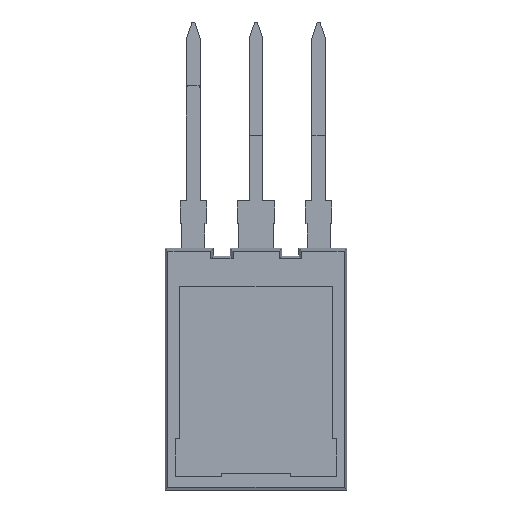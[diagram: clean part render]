
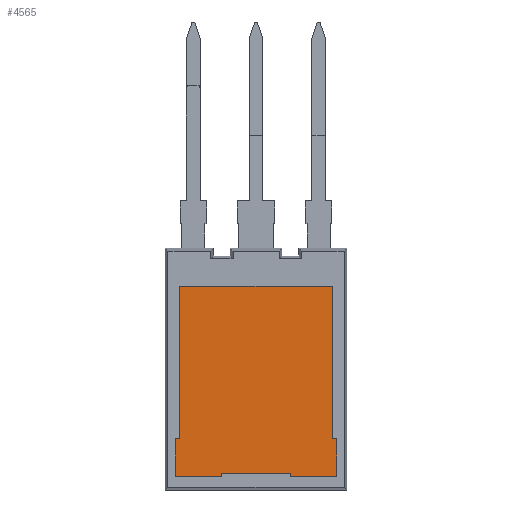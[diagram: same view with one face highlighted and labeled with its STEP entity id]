
A CAD part, front view. The second image highlights one B-rep face of the part: STEP entity #4565.
In plain terms, the highlighted planar face has unit normal (0, -1, 0).
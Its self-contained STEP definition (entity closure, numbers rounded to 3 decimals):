
#14 = VERTEX_POINT ( 'NONE', #2657 ) ;
#18 = VERTEX_POINT ( 'NONE', #3441 ) ;
#99 = EDGE_CURVE ( 'NONE', #1527, #4318, #4853, .T. ) ;
#151 = CARTESIAN_POINT ( 'NONE',  ( -3., -2.01, -9.03 ) ) ;
#155 = LINE ( 'NONE', #1604, #4034 ) ;
#213 = DIRECTION ( 'NONE',  ( 1., 0., 0. ) ) ;
#275 = DIRECTION ( 'NONE',  ( -1., 0., 0. ) ) ;
#291 = VECTOR ( 'NONE', #954, 1000. ) ;
#374 = FACE_OUTER_BOUND ( 'NONE', #2006, .T. ) ;
#508 = CARTESIAN_POINT ( 'NONE',  ( -6.63, -2.01, -6.03 ) ) ;
#573 = LINE ( 'NONE', #1044, #1743 ) ;
#603 = DIRECTION ( 'NONE',  ( 0., 0., 1. ) ) ;
#610 = CARTESIAN_POINT ( 'NONE',  ( -3., -2.01, -9.33 ) ) ;
#660 = DIRECTION ( 'NONE',  ( -1., 0., 0. ) ) ;
#704 = VERTEX_POINT ( 'NONE', #610 ) ;
#734 = PLANE ( 'NONE',  #4828 ) ;
#741 = ORIENTED_EDGE ( 'NONE', *, *, #4118, .T. ) ;
#922 = EDGE_CURVE ( 'NONE', #3014, #2255, #1392, .T. ) ;
#924 = ORIENTED_EDGE ( 'NONE', *, *, #4073, .T. ) ;
#937 = ORIENTED_EDGE ( 'NONE', *, *, #4224, .T. ) ;
#954 = DIRECTION ( 'NONE',  ( 0., 0., 1. ) ) ;
#975 = CARTESIAN_POINT ( 'NONE',  ( 7.01, -2.01, -9.33 ) ) ;
#995 = ORIENTED_EDGE ( 'NONE', *, *, #99, .T. ) ;
#1006 = LINE ( 'NONE', #3559, #4274 ) ;
#1044 = CARTESIAN_POINT ( 'NONE',  ( 6.63, -2.01, -6.03 ) ) ;
#1138 = CARTESIAN_POINT ( 'NONE',  ( -6.63, -2.01, -6.03 ) ) ;
#1341 = ORIENTED_EDGE ( 'NONE', *, *, #4165, .T. ) ;
#1348 = ORIENTED_EDGE ( 'NONE', *, *, #3850, .T. ) ;
#1360 = CARTESIAN_POINT ( 'NONE',  ( -7.01, -2.01, -6.03 ) ) ;
#1392 = LINE ( 'NONE', #3025, #4186 ) ;
#1406 = CARTESIAN_POINT ( 'NONE',  ( -3., -2.01, -9.33 ) ) ;
#1478 = ORIENTED_EDGE ( 'NONE', *, *, #3247, .T. ) ;
#1509 = CARTESIAN_POINT ( 'NONE',  ( 3., -2.01, -9.33 ) ) ;
#1527 = VERTEX_POINT ( 'NONE', #1911 ) ;
#1604 = CARTESIAN_POINT ( 'NONE',  ( -6.63, -2.01, 7.22 ) ) ;
#1670 = VERTEX_POINT ( 'NONE', #3110 ) ;
#1743 = VECTOR ( 'NONE', #2201, 1000. ) ;
#1760 = ORIENTED_EDGE ( 'NONE', *, *, #3787, .T. ) ;
#1874 = LINE ( 'NONE', #4001, #291 ) ;
#1898 = CARTESIAN_POINT ( 'NONE',  ( 3., -2.01, -9.03 ) ) ;
#1911 = CARTESIAN_POINT ( 'NONE',  ( 6.63, -2.01, 7.22 ) ) ;
#1961 = EDGE_CURVE ( 'NONE', #2590, #1670, #1874, .T. ) ;
#2006 = EDGE_LOOP ( 'NONE', ( #741, #1760, #2669, #937, #1348, #1478, #2667, #924, #3842, #3909, #1341, #995 ) ) ;
#2050 = CARTESIAN_POINT ( 'NONE',  ( -3., -2.01, -9.03 ) ) ;
#2147 = VECTOR ( 'NONE', #4247, 1000. ) ;
#2201 = DIRECTION ( 'NONE',  ( -1., 0., 0. ) ) ;
#2212 = VECTOR ( 'NONE', #275, 1000. ) ;
#2255 = VERTEX_POINT ( 'NONE', #1509 ) ;
#2333 = VECTOR ( 'NONE', #4288, 1000. ) ;
#2397 = EDGE_CURVE ( 'NONE', #3382, #14, #3012, .T. ) ;
#2512 = CARTESIAN_POINT ( 'NONE',  ( -6.63, -2.01, 7.22 ) ) ;
#2590 = VERTEX_POINT ( 'NONE', #975 ) ;
#2618 = VECTOR ( 'NONE', #660, 1000. ) ;
#2657 = CARTESIAN_POINT ( 'NONE',  ( -7.01, -2.01, -9.33 ) ) ;
#2667 = ORIENTED_EDGE ( 'NONE', *, *, #922, .T. ) ;
#2669 = ORIENTED_EDGE ( 'NONE', *, *, #2397, .T. ) ;
#2714 = EDGE_CURVE ( 'NONE', #1670, #18, #573, .T. ) ;
#2837 = DIRECTION ( 'NONE',  ( 1., 0., 0. ) ) ;
#2838 = CARTESIAN_POINT ( 'NONE',  ( -7.01, -2.01, -6.03 ) ) ;
#3012 = LINE ( 'NONE', #2838, #4005 ) ;
#3014 = VERTEX_POINT ( 'NONE', #1898 ) ;
#3025 = CARTESIAN_POINT ( 'NONE',  ( 3., -2.01, -9.03 ) ) ;
#3110 = CARTESIAN_POINT ( 'NONE',  ( 7.01, -2.01, -6.03 ) ) ;
#3136 = DIRECTION ( 'NONE',  ( 0., 0., -1. ) ) ;
#3222 = LINE ( 'NONE', #3311, #2212 ) ;
#3247 = EDGE_CURVE ( 'NONE', #4674, #3014, #3815, .T. ) ;
#3311 = CARTESIAN_POINT ( 'NONE',  ( -6.63, -2.01, -6.03 ) ) ;
#3334 = LINE ( 'NONE', #4647, #2333 ) ;
#3382 = VERTEX_POINT ( 'NONE', #1360 ) ;
#3396 = LINE ( 'NONE', #4272, #2147 ) ;
#3441 = CARTESIAN_POINT ( 'NONE',  ( 6.63, -2.01, -6.03 ) ) ;
#3541 = DIRECTION ( 'NONE',  ( 0., 0., -1. ) ) ;
#3559 = CARTESIAN_POINT ( 'NONE',  ( -7.01, -2.01, -9.33 ) ) ;
#3647 = CARTESIAN_POINT ( 'NONE',  ( -6.63, -2.01, 7.22 ) ) ;
#3718 = DIRECTION ( 'NONE',  ( 0., 1., 0. ) ) ;
#3787 = EDGE_CURVE ( 'NONE', #4155, #3382, #3222, .T. ) ;
#3815 = LINE ( 'NONE', #2050, #4646 ) ;
#3842 = ORIENTED_EDGE ( 'NONE', *, *, #1961, .T. ) ;
#3850 = EDGE_CURVE ( 'NONE', #704, #4674, #4689, .T. ) ;
#3909 = ORIENTED_EDGE ( 'NONE', *, *, #2714, .T. ) ;
#4001 = CARTESIAN_POINT ( 'NONE',  ( 7.01, -2.01, -6.03 ) ) ;
#4005 = VECTOR ( 'NONE', #3541, 1000. ) ;
#4034 = VECTOR ( 'NONE', #3136, 1000. ) ;
#4073 = EDGE_CURVE ( 'NONE', #2255, #2590, #3396, .T. ) ;
#4118 = EDGE_CURVE ( 'NONE', #4318, #4155, #155, .T. ) ;
#4120 = DIRECTION ( 'NONE',  ( 0., 0., 1. ) ) ;
#4155 = VERTEX_POINT ( 'NONE', #508 ) ;
#4165 = EDGE_CURVE ( 'NONE', #18, #1527, #3334, .T. ) ;
#4186 = VECTOR ( 'NONE', #4877, 1000. ) ;
#4224 = EDGE_CURVE ( 'NONE', #14, #704, #1006, .T. ) ;
#4247 = DIRECTION ( 'NONE',  ( 1., 0., 0. ) ) ;
#4272 = CARTESIAN_POINT ( 'NONE',  ( 7.01, -2.01, -9.33 ) ) ;
#4274 = VECTOR ( 'NONE', #2837, 1000. ) ;
#4288 = DIRECTION ( 'NONE',  ( 0., 0., 1. ) ) ;
#4318 = VERTEX_POINT ( 'NONE', #2512 ) ;
#4565 = ADVANCED_FACE ( 'NONE', ( #374 ), #734, .F. ) ;
#4646 = VECTOR ( 'NONE', #213, 1000. ) ;
#4647 = CARTESIAN_POINT ( 'NONE',  ( 6.63, -2.01, 7.22 ) ) ;
#4674 = VERTEX_POINT ( 'NONE', #151 ) ;
#4689 = LINE ( 'NONE', #1406, #4743 ) ;
#4743 = VECTOR ( 'NONE', #603, 1000. ) ;
#4828 = AXIS2_PLACEMENT_3D ( 'NONE', #1138, #3718, #4120 ) ;
#4853 = LINE ( 'NONE', #3647, #2618 ) ;
#4877 = DIRECTION ( 'NONE',  ( 0., 0., -1. ) ) ;
